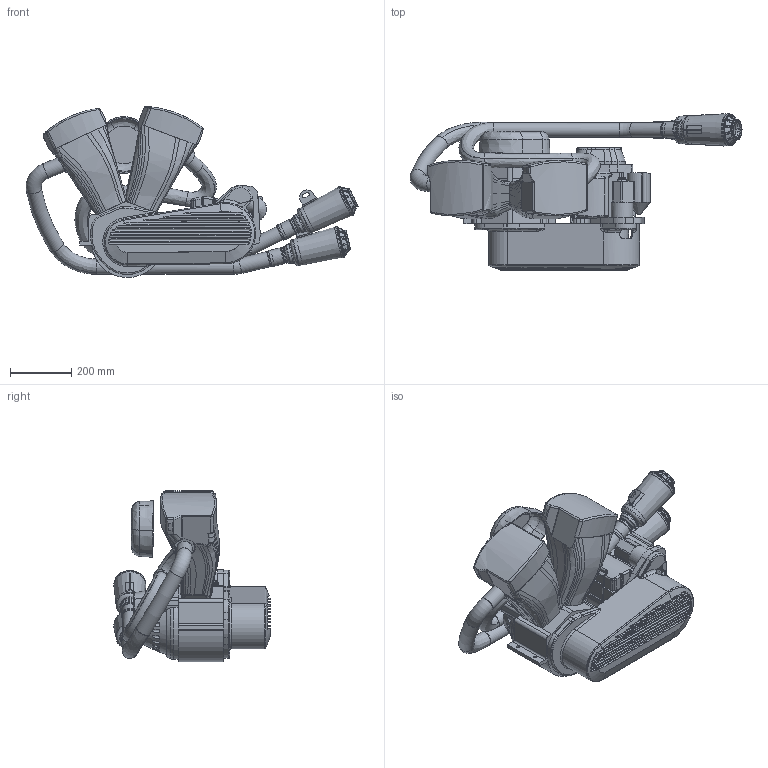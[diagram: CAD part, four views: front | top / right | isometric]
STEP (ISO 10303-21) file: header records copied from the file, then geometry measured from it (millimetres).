
FILE_DESCRIPTION(/* description */ ('','CAx-IF Rec.Pracs.---Representation and Presentation of Product Manufacturing Information (PMI)---4.0---2014-10-13'),/* implementation_level */ '2;1');
FILE_NAME(/* name */ 'asm-drive.step',/* time_stamp */ '2025-02-28T09:43:20+01:00',/* author */ (''),/* organization */ (''),/* preprocessor_version */ 'ST-DEVELOPER v20',/* originating_system */ 'Autodesk Translation Framework v13.20.0.188',/* authorisation */ '');
FILE_SCHEMA (('AP242_MANAGED_MODEL_BASED_3D_ENGINEERING_MIM_LF { 1 0 10303 442 1 1 4 }'));
Length unit declared in the file: millimetre
Products named in the file (7): asm-drive; 210521_HARLEY_MOTOR_TM; 2105027_HARLEY_GETRIEBE_TM; 210527_HARLEY_ABGASANLAGE; 210527_H_KRUEMMER; ABGASANLAGE_C01_TM; 210527_H_RIEMENDECKEL
Assembly tree (7 placements, depth 3):
  asm-drive
    210521_HARLEY_MOTOR_TM
    2105027_HARLEY_GETRIEBE_TM
    210527_HARLEY_ABGASANLAGE
      210527_H_KRUEMMER
      ABGASANLAGE_C01_TM  x2
    210527_H_RIEMENDECKEL
Bounding box: 1083.79 x 510.5 x 558.61 mm (x, y, z)
Volume: 35000361.6 mm3; surface area: 2917942.3 mm2
Topology: 15 solids, 15 shells, 2085 faces, 5453 edges, 3413 vertices
Faces by surface type: bspline 1157, cylinder 363, plane 315, torus 163, cone 87
Full cylindrical faces by diameter (mm): 10 x2, 10.2 x5, 18.28 x1, 32.175 x1, 44 x3, 46 x3, 48 x3, 48.5 x2, 49 x2, 50 x5, 51 x4, 51.5 x4, 52.4 x2, 53.5 x4, 53.98 x1, 60.2 x2, 61 x2, 62.6 x2, 63 x2, 65 x4, 71.19 x1, 110 x1, 128.4 x1, 148.4 x1
Entity records: 170065 total; most frequent: CARTESIAN_POINT 135253, ORIENTED_EDGE 8150, DIRECTION 5303, EDGE_CURVE 4075, VERTEX_POINT 2562, AXIS2_PLACEMENT_3D 2174, B_SPLINE_CURVE_WITH_KNOTS 1747, EDGE_LOOP 1621
